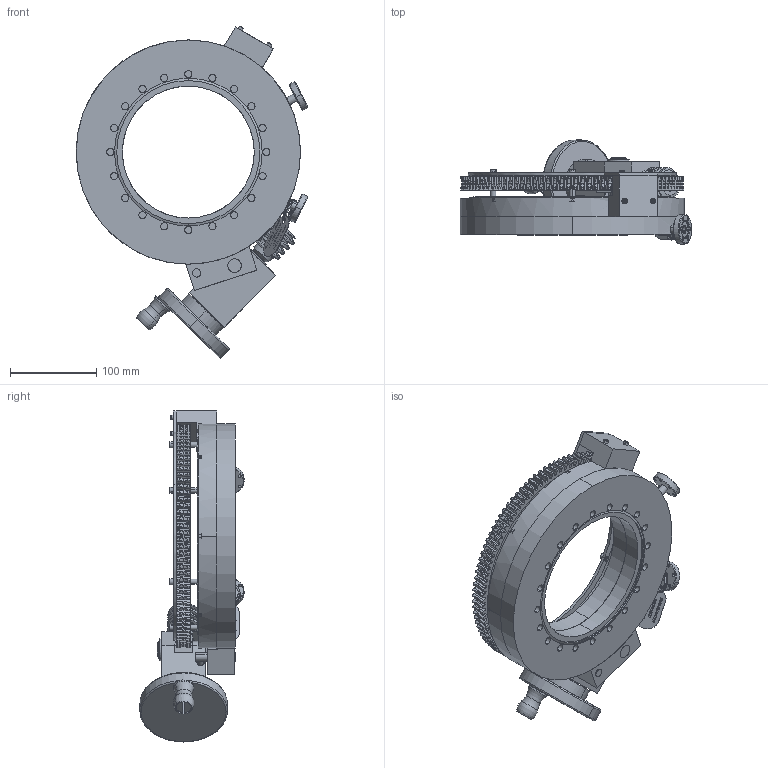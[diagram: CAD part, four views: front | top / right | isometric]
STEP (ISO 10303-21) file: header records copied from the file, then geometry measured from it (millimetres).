
FILE_DESCRIPTION (( 'STEP AP214' ), '1' );
FILE_NAME ('SLO-EX, RNN-600_FA.STEP', '2016-06-16T16:17:12', ( 'My Thermionics' ), ( '' ), 'SwSTEP 2.0', 'SolidWorks 2010', '' );
FILE_SCHEMA (( 'AUTOMOTIVE_DESIGN' ));
Length unit declared in the file: inch
Products named in the file (1): SLO-EX, RNN-600_FA
Bounding box: 268.87 x 120.98 x 385.42 mm (x, y, z)
Surface area: 410808.5 mm2 (no closed solid volume)
Topology: 0 solids, 254 shells, 2157 faces, 11430 edges, 9093 vertices
Faces by surface type: cylinder 1054, plane 782, torus 188, cone 95, bspline 38
Entity records: 176641 total; most frequent: CARTESIAN_POINT 67968, ORIENTED_EDGE 16202, DIRECTION 14090, EDGE_CURVE 11410, VERTEX_POINT 9093, LINE 5566, VECTOR 5566, AXIS2_PLACEMENT_3D 4262
